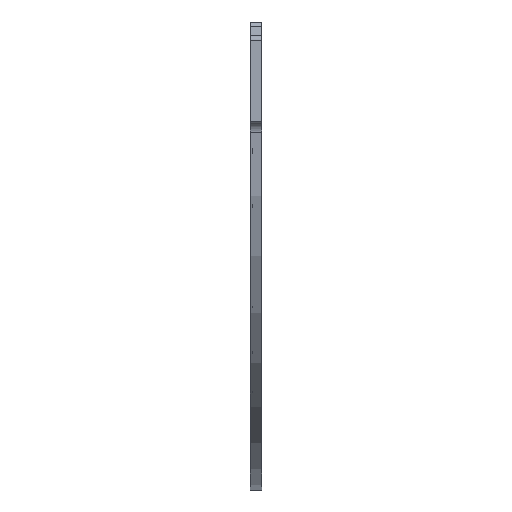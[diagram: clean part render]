
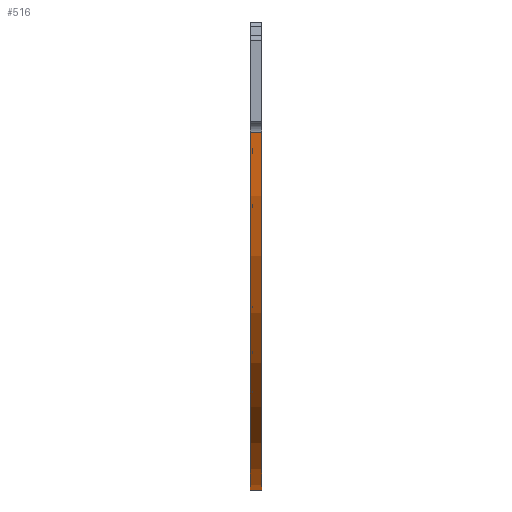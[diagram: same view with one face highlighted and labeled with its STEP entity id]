
A CAD part, left-side view. The second image highlights one B-rep face of the part: STEP entity #516.
In plain terms, the highlighted cylindrical face has radius 320 mm (diameter 640 mm), a partial arc.
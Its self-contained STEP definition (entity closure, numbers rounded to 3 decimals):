
#188=CYLINDRICAL_SURFACE('',#7392,320.);
#302=FACE_OUTER_BOUND('',#2783,.T.);
#516=ADVANCED_FACE('',(#302),#188,.T.);
#1236=LINE('',#11143,#1446);
#1237=LINE('',#11144,#1447);
#1446=VECTOR('',#8329,1.);
#1447=VECTOR('',#8330,1.);
#1718=CIRCLE('',#7315,320.);
#1784=CIRCLE('',#7382,320.);
#2783=EDGE_LOOP('',(#3844,#3845,#3846,#3847));
#3844=ORIENTED_EDGE('',*,*,#6208,.T.);
#3845=ORIENTED_EDGE('',*,*,#6300,.T.);
#3846=ORIENTED_EDGE('',*,*,#6281,.F.);
#3847=ORIENTED_EDGE('',*,*,#6301,.T.);
#5512=VERTEX_POINT('',#10962);
#5513=VERTEX_POINT('',#10964);
#5585=VERTEX_POINT('',#11109);
#5586=VERTEX_POINT('',#11111);
#6208=EDGE_CURVE('',#5513,#5512,#1718,.T.);
#6281=EDGE_CURVE('',#5585,#5586,#1784,.T.);
#6300=EDGE_CURVE('',#5512,#5586,#1236,.T.);
#6301=EDGE_CURVE('',#5585,#5513,#1237,.T.);
#7315=AXIS2_PLACEMENT_3D('',#10963,#8151,#8152);
#7382=AXIS2_PLACEMENT_3D('',#11110,#8292,#8293);
#7392=AXIS2_PLACEMENT_3D('',#11145,#8331,#8332);
#8151=DIRECTION('',(0.,-1.,0.));
#8152=DIRECTION('',(1.,0.,0.));
#8292=DIRECTION('',(0.,-1.,0.));
#8293=DIRECTION('',(1.,0.,0.));
#8329=DIRECTION('',(0.,-1.,0.));
#8330=DIRECTION('',(0.,1.,0.));
#8331=DIRECTION('',(0.,1.,0.));
#8332=DIRECTION('',(0.,0.,1.));
#10962=CARTESIAN_POINT('',(319.712,5.,-13.576));
#10963=CARTESIAN_POINT('',(0.,5.,0.));
#10964=CARTESIAN_POINT('',(-319.712,5.,-13.576));
#11109=CARTESIAN_POINT('',(-319.712,-5.,-13.576));
#11110=CARTESIAN_POINT('',(0.,-5.,0.));
#11111=CARTESIAN_POINT('',(319.712,-5.,-13.576));
#11143=CARTESIAN_POINT('',(319.712,-5.,-13.576));
#11144=CARTESIAN_POINT('',(-319.712,-5.,-13.576));
#11145=CARTESIAN_POINT('',(0.,-5.,0.));
